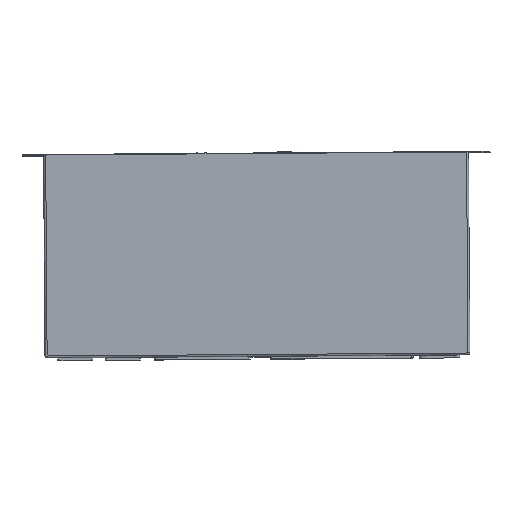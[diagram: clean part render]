
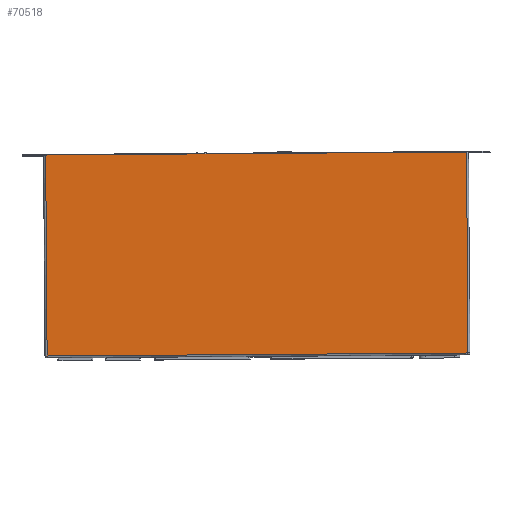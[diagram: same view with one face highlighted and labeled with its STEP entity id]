
A CAD part, front view. The second image highlights one B-rep face of the part: STEP entity #70518.
In plain terms, the highlighted planar face has unit normal (0.005, -1, -0.001).
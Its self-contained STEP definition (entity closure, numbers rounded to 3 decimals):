
#5573=PLANE('',#75302);
#9631=FACE_OUTER_BOUND('',#13906,.T.);
#13906=EDGE_LOOP('',(#64910,#64911,#64912,#64913));
#19496=LINE('',#131178,#25122);
#19524=LINE('',#131676,#25150);
#19525=LINE('',#131680,#25151);
#19526=LINE('',#131681,#25152);
#25122=VECTOR('',#89780,1000.);
#25150=VECTOR('',#90100,1000.);
#25151=VECTOR('',#90105,1000.);
#25152=VECTOR('',#90106,1000.);
#34185=VERTEX_POINT('',#131172);
#34186=VERTEX_POINT('',#131176);
#34236=VERTEX_POINT('',#131675);
#34237=VERTEX_POINT('',#131679);
#44367=EDGE_CURVE('',#34185,#34186,#19496,.T.);
#44474=EDGE_CURVE('',#34236,#34185,#19524,.T.);
#44476=EDGE_CURVE('',#34186,#34237,#19525,.T.);
#44477=EDGE_CURVE('',#34237,#34236,#19526,.T.);
#64910=ORIENTED_EDGE('',*,*,#44474,.T.);
#64911=ORIENTED_EDGE('',*,*,#44367,.T.);
#64912=ORIENTED_EDGE('',*,*,#44476,.T.);
#64913=ORIENTED_EDGE('',*,*,#44477,.T.);
#70518=ADVANCED_FACE('',(#9631),#5573,.T.);
#75302=AXIS2_PLACEMENT_3D('',#131678,#90103,#90104);
#89780=DIRECTION('',(-1.,-0.005,-0.007));
#90100=DIRECTION('',(-0.007,-0.001,1.));
#90103=DIRECTION('center_axis',(0.005,-1.,
-0.001));
#90104=DIRECTION('ref_axis',(0.,0.001,-1.));
#90105=DIRECTION('',(0.007,0.001,-1.));
#90106=DIRECTION('',(1.,0.005,0.007));
#131172=CARTESIAN_POINT('',(221.098,-43.16,85.205));
#131176=CARTESIAN_POINT('',(-213.386,-45.25,82.097));
#131178=CARTESIAN_POINT('',(223.098,-43.15,85.219));
#131675=CARTESIAN_POINT('',(222.582,-42.932,-122.29));
#131676=CARTESIAN_POINT('',(221.345,-43.122,50.705));
#131678=CARTESIAN_POINT('Origin',(223.095,-43.151,85.719));
#131679=CARTESIAN_POINT('',(-211.902,-45.022,-125.399));
#131680=CARTESIAN_POINT('',(-212.925,-45.179,17.597));
#131681=CARTESIAN_POINT('',(224.582,-42.923,-122.276));
